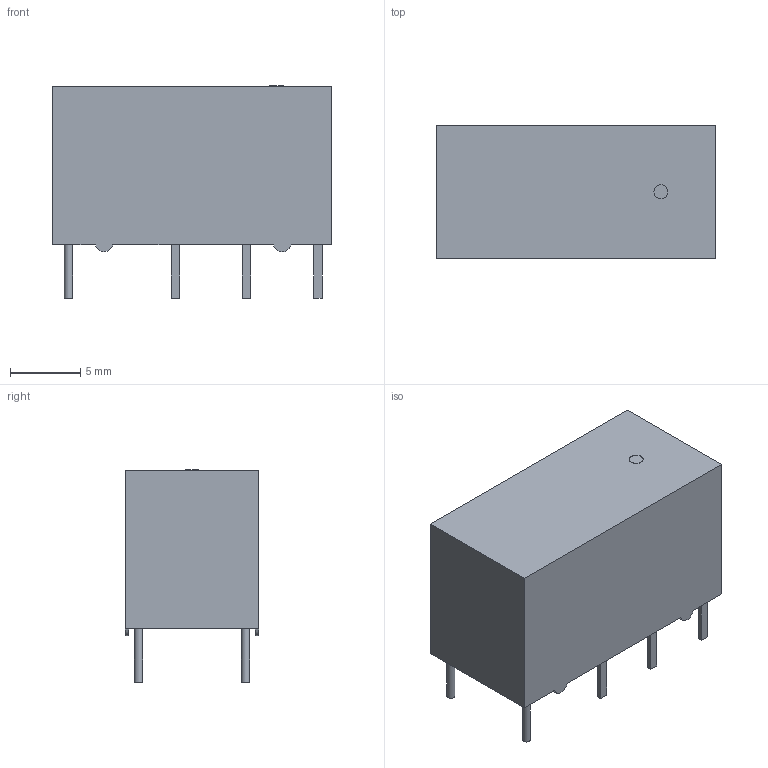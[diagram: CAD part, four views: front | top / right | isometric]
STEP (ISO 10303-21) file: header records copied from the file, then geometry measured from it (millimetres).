
FILE_DESCRIPTION(/* description */ ('STEP AP214'),/* implementation_level */ '2;1');
FILE_NAME(/* name */ '60ff485b4592f93163d7bfaa',/* time_stamp */ '2021-07-26T23:42:19+00:00',/* author */ (''),/* organization */ (''),/* preprocessor_version */ 'ST-DEVELOPER v18.1',/* originating_system */ ' ',/* authorisation */ ' ');
FILE_SCHEMA (('AUTOMOTIVE_DESIGN {1 0 10303 214 3 1 1}'));
Length unit declared in the file: metre
Products named in the file (1): NEC-MR62
Bounding box: 19.9 x 9.5 x 15.14 mm (x, y, z)
Volume: 2143.1 mm3; surface area: 1102.7 mm2
Topology: 1 solids, 1 shells, 50 faces, 118 edges, 79 vertices
Faces by surface type: plane 43, cylinder 7
Full cylindrical faces by diameter (mm): 0.584 x2, 0.995 x1
Entity records: 1727 total; most frequent: CARTESIAN_POINT 243, DIRECTION 230, ORIENTED_EDGE 228, EDGE_CURVE 114, LINE 100, VECTOR 100, VERTEX_POINT 78, AXIS2_PLACEMENT_3D 65
